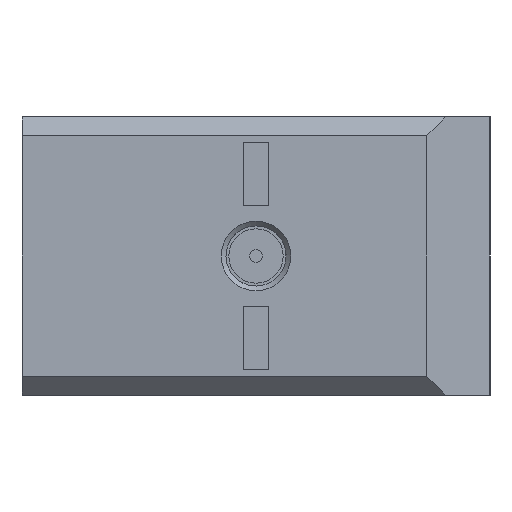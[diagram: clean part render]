
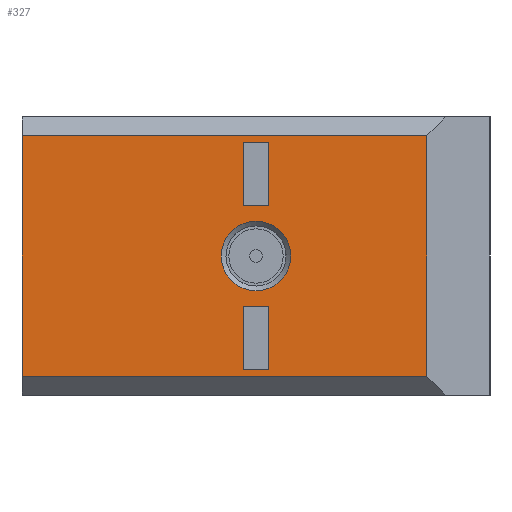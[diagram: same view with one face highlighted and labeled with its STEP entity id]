
A CAD part, left-side view. The second image highlights one B-rep face of the part: STEP entity #327.
In plain terms, the highlighted planar face has unit normal (-1, 0, 0).
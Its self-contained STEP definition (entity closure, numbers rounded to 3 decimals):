
#327=ADVANCED_FACE('',(#4869,#4871,#4873,#4875),#4877,.F.);
#4869=FACE_BOUND('',#4870,.T.);
#4870=EDGE_LOOP('',(#11656,#11657,#11658,#11659));
#4871=FACE_BOUND('',#4872,.T.);
#4872=EDGE_LOOP('',(#11660,#11661,#11662,#11663));
#4873=FACE_BOUND('',#4874,.T.);
#4874=EDGE_LOOP('',(#11664,#11665,#11666,#11667));
#4875=FACE_BOUND('',#4876,.T.);
#4876=EDGE_LOOP('',(#11668));
#4877=PLANE('',#4878);
#4878=AXIS2_PLACEMENT_3D('',#4879,#4880,#4881);
#4879=CARTESIAN_POINT('',(-9.4,-3.701,1.85));
#4880=DIRECTION('',(1.,0.,-0.));
#4881=DIRECTION('',(-0.,0.,-1.));
#11656=ORIENTED_EDGE('',*,*,#13868,.T.);
#11657=ORIENTED_EDGE('',*,*,#14199,.T.);
#11658=ORIENTED_EDGE('',*,*,#14200,.T.);
#11659=ORIENTED_EDGE('',*,*,#14201,.T.);
#11660=ORIENTED_EDGE('',*,*,#14202,.F.);
#11661=ORIENTED_EDGE('',*,*,#14203,.F.);
#11662=ORIENTED_EDGE('',*,*,#14204,.T.);
#11663=ORIENTED_EDGE('',*,*,#14205,.T.);
#11664=ORIENTED_EDGE('',*,*,#14206,.F.);
#11665=ORIENTED_EDGE('',*,*,#14207,.T.);
#11666=ORIENTED_EDGE('',*,*,#14208,.T.);
#11667=ORIENTED_EDGE('',*,*,#14209,.F.);
#11668=ORIENTED_EDGE('',*,*,#13820,.F.);
#13820=EDGE_CURVE('',#15131,#15131,#15132,.T.);
#13868=EDGE_CURVE('',#15220,#15218,#15221,.T.);
#14199=EDGE_CURVE('',#15218,#15880,#15881,.T.);
#14200=EDGE_CURVE('',#15880,#15882,#15883,.T.);
#14201=EDGE_CURVE('',#15882,#15220,#15884,.T.);
#14202=EDGE_CURVE('',#15885,#15886,#15887,.T.);
#14203=EDGE_CURVE('',#15888,#15885,#15889,.T.);
#14204=EDGE_CURVE('',#15888,#15890,#15891,.T.);
#14205=EDGE_CURVE('',#15890,#15886,#15892,.T.);
#14206=EDGE_CURVE('',#15893,#15894,#15895,.T.);
#14207=EDGE_CURVE('',#15893,#15896,#15897,.T.);
#14208=EDGE_CURVE('',#15896,#15898,#15899,.T.);
#14209=EDGE_CURVE('',#15894,#15898,#15900,.T.);
#15131=VERTEX_POINT('',#17548);
#15132=CIRCLE('',#17549,0.55);
#15218=VERTEX_POINT('',#17751);
#15220=VERTEX_POINT('',#17755);
#15221=LINE('',#17756,#17757);
#15880=VERTEX_POINT('',#22405);
#15881=LINE('',#22406,#22407);
#15882=VERTEX_POINT('',#22409);
#15883=LINE('',#22410,#22411);
#15884=LINE('',#22413,#22414);
#15885=VERTEX_POINT('',#22416);
#15886=VERTEX_POINT('',#22417);
#15887=LINE('',#22418,#22419);
#15888=VERTEX_POINT('',#22421);
#15889=LINE('',#22422,#22423);
#15890=VERTEX_POINT('',#22425);
#15891=LINE('',#22426,#22427);
#15892=LINE('',#22429,#22430);
#15893=VERTEX_POINT('',#22432);
#15894=VERTEX_POINT('',#22433);
#15895=LINE('',#22434,#22435);
#15896=VERTEX_POINT('',#22437);
#15897=LINE('',#22438,#22439);
#15898=VERTEX_POINT('',#22441);
#15899=LINE('',#22442,#22443);
#15900=LINE('',#22445,#22446);
#17548=CARTESIAN_POINT('',(-9.4,0.,0.6));
#17549=AXIS2_PLACEMENT_3D('',#17550,#17551,#17552);
#17550=CARTESIAN_POINT('',(-9.4,0.,0.05));
#17551=DIRECTION('',(-1.,-0.,0.));
#17552=DIRECTION('',(0.,0.,-1.));
#17751=CARTESIAN_POINT('',(-9.4,3.7,-1.85));
#17755=CARTESIAN_POINT('',(-9.4,3.7,1.95));
#17756=CARTESIAN_POINT('',(-9.4,3.7,1.95));
#17757=VECTOR('',#17758,1.);
#17758=DIRECTION('',(0.,0.,-1.));
#22405=CARTESIAN_POINT('',(-9.4,-2.7,-1.85));
#22406=CARTESIAN_POINT('',(-9.4,3.7,-1.85));
#22407=VECTOR('',#22408,1.);
#22408=DIRECTION('',(0.,-1.,0.));
#22409=CARTESIAN_POINT('',(-9.4,-2.7,1.95));
#22410=CARTESIAN_POINT('',(-9.4,-2.7,-1.85));
#22411=VECTOR('',#22412,1.);
#22412=DIRECTION('',(0.,0.,1.));
#22413=CARTESIAN_POINT('',(-9.4,-2.7,1.95));
#22414=VECTOR('',#22415,1.);
#22415=DIRECTION('',(0.,1.,0.));
#22416=CARTESIAN_POINT('',(-9.4,-0.2,1.85));
#22417=CARTESIAN_POINT('',(-9.4,0.2,1.85));
#22418=CARTESIAN_POINT('',(-9.4,-0.2,1.85));
#22419=VECTOR('',#22420,1.);
#22420=DIRECTION('',(0.,1.,0.));
#22421=CARTESIAN_POINT('',(-9.4,-0.2,0.85));
#22422=CARTESIAN_POINT('',(-9.4,-0.2,0.85));
#22423=VECTOR('',#22424,1.);
#22424=DIRECTION('',(0.,0.,1.));
#22425=CARTESIAN_POINT('',(-9.4,0.2,0.85));
#22426=CARTESIAN_POINT('',(-9.4,-0.2,0.85));
#22427=VECTOR('',#22428,1.);
#22428=DIRECTION('',(0.,1.,0.));
#22429=CARTESIAN_POINT('',(-9.4,0.2,0.85));
#22430=VECTOR('',#22431,1.);
#22431=DIRECTION('',(0.,0.,1.));
#22432=CARTESIAN_POINT('',(-9.4,-0.2,-1.75));
#22433=CARTESIAN_POINT('',(-9.4,-0.2,-0.75));
#22434=CARTESIAN_POINT('',(-9.4,-0.2,-1.75));
#22435=VECTOR('',#22436,1.);
#22436=DIRECTION('',(0.,0.,1.));
#22437=CARTESIAN_POINT('',(-9.4,0.2,-1.75));
#22438=CARTESIAN_POINT('',(-9.4,-0.2,-1.75));
#22439=VECTOR('',#22440,1.);
#22440=DIRECTION('',(0.,1.,0.));
#22441=CARTESIAN_POINT('',(-9.4,0.2,-0.75));
#22442=CARTESIAN_POINT('',(-9.4,0.2,-1.75));
#22443=VECTOR('',#22444,1.);
#22444=DIRECTION('',(0.,0.,1.));
#22445=CARTESIAN_POINT('',(-9.4,-0.2,-0.75));
#22446=VECTOR('',#22447,1.);
#22447=DIRECTION('',(0.,1.,0.));
